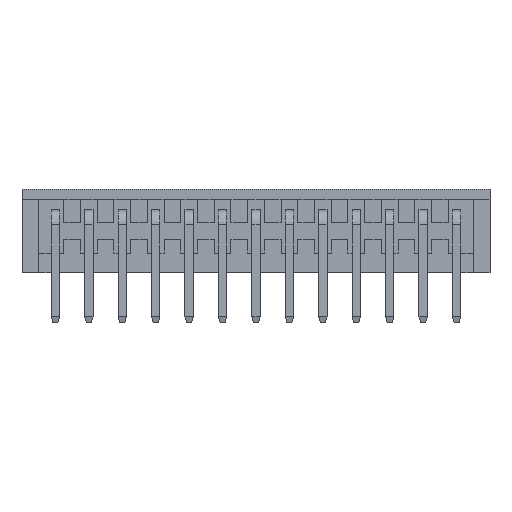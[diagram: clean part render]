
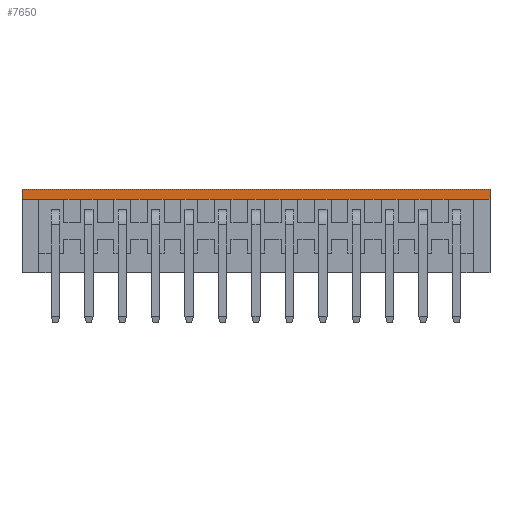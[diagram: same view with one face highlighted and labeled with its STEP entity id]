
A CAD part, top view. The second image highlights one B-rep face of the part: STEP entity #7650.
In plain terms, the highlighted planar face has unit normal (0, 0, 1).
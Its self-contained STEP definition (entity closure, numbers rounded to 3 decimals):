
#7260=CARTESIAN_POINT('',(8.778,2.655,5.6));
#7270=DIRECTION('',(0.,0.,-1.));
#7280=DIRECTION('',(0.,-1.,0.));
#7290=AXIS2_PLACEMENT_3D('',#7260,#7270,#7280);
#7300=PLANE('',#7290);
#7310=CARTESIAN_POINT('',(17.778,0.,5.6));
#7320=DIRECTION('',(0.,1.,0.));
#7330=VECTOR('',#7320,1.);
#7340=LINE('',#7310,#7330);
#7350=CARTESIAN_POINT('',(17.778,2.055,5.6));
#7360=VERTEX_POINT('',#7350);
#7370=CARTESIAN_POINT('',(17.778,2.655,5.6));
#7380=VERTEX_POINT('',#7370);
#7390=EDGE_CURVE('',#7360,#7380,#7340,.T.);
#7400=ORIENTED_EDGE('',*,*,#7390,.T.);
#7410=CARTESIAN_POINT('',(-1.222,2.055,5.6));
#7420=DIRECTION('',(-1.,0.,0.));
#7430=VECTOR('',#7420,1.);
#7440=LINE('',#7410,#7430);
#7450=CARTESIAN_POINT('',(-10.222,2.055,5.6));
#7460=VERTEX_POINT('',#7450);
#7470=EDGE_CURVE('',#7360,#7460,#7440,.T.);
#7480=ORIENTED_EDGE('',*,*,#7470,.F.);
#7490=CARTESIAN_POINT('',(-10.222,0.,5.6));
#7500=DIRECTION('',(0.,1.,0.));
#7510=VECTOR('',#7500,1.);
#7520=LINE('',#7490,#7510);
#7530=CARTESIAN_POINT('',(-10.222,2.655,5.6));
#7540=VERTEX_POINT('',#7530);
#7550=EDGE_CURVE('',#7460,#7540,#7520,.T.);
#7560=ORIENTED_EDGE('',*,*,#7550,.F.);
#7570=CARTESIAN_POINT('',(22.,2.655,5.6));
#7580=DIRECTION('',(-1.,0.,0.));
#7590=VECTOR('',#7580,1.);
#7600=LINE('',#7570,#7590);
#7610=EDGE_CURVE('',#7380,#7540,#7600,.T.);
#7620=ORIENTED_EDGE('',*,*,#7610,.T.);
#7630=EDGE_LOOP('',(#7620,#7560,#7480,#7400));
#7640=FACE_OUTER_BOUND('',#7630,.T.);
#7650=ADVANCED_FACE('',(#7640),#7300,.F.);
